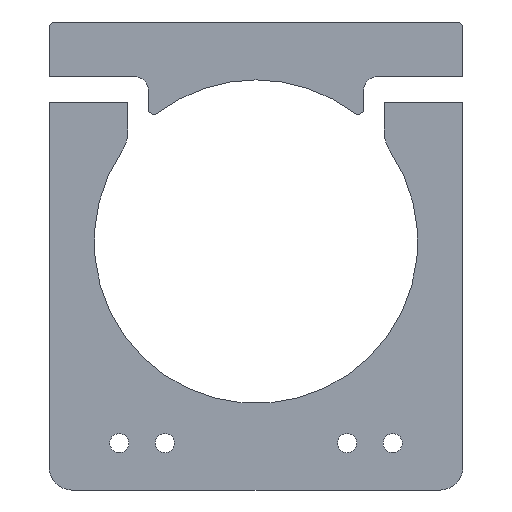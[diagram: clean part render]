
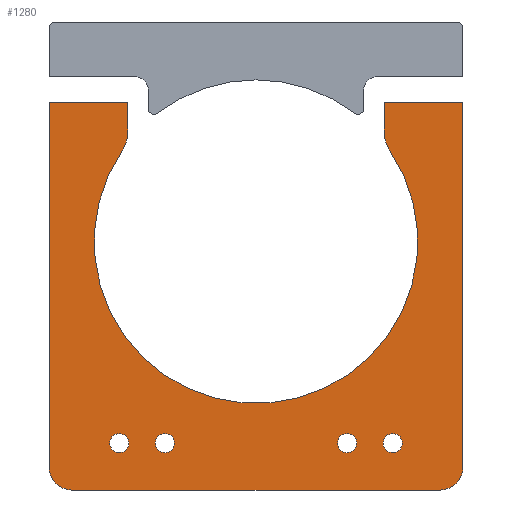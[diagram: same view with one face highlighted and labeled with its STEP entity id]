
A CAD part, front view. The second image highlights one B-rep face of the part: STEP entity #1280.
In plain terms, the highlighted planar face has unit normal (0, -1, 0).
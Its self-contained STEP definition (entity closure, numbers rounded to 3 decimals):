
#81=FACE_BOUND('',#257,.T.);
#82=FACE_BOUND('',#258,.T.);
#83=FACE_BOUND('',#259,.T.);
#84=FACE_BOUND('',#260,.T.);
#95=CIRCLE('',#1367,7.5);
#97=CIRCLE('',#1370,35.5);
#99=CIRCLE('',#1373,7.5);
#104=CIRCLE('',#1382,5.);
#110=CIRCLE('',#1390,5.);
#116=CIRCLE('',#1398,2.1);
#117=CIRCLE('',#1399,2.1);
#118=CIRCLE('',#1400,2.1);
#119=CIRCLE('',#1401,2.1);
#173=FACE_OUTER_BOUND('',#256,.T.);
#256=EDGE_LOOP('',(#893,#894,#895,#896,#897,#898,#899,#900,#901,#902,#903,
#904));
#257=EDGE_LOOP('',(#905));
#258=EDGE_LOOP('',(#906));
#259=EDGE_LOOP('',(#907));
#260=EDGE_LOOP('',(#908));
#323=LINE('',#1877,#423);
#327=LINE('',#1889,#427);
#330=LINE('',#1897,#430);
#336=LINE('',#1921,#436);
#339=LINE('',#1927,#439);
#342=LINE('',#1935,#442);
#346=LINE('',#1951,#446);
#423=VECTOR('',#1501,80.1);
#427=VECTOR('',#1511,17.25);
#430=VECTOR('',#1518,6.557);
#436=VECTOR('',#1544,6.557);
#439=VECTOR('',#1549,17.25);
#442=VECTOR('',#1556,80.1);
#446=VECTOR('',#1572,80.8);
#523=VERTEX_POINT('',#1875);
#524=VERTEX_POINT('',#1876);
#529=VERTEX_POINT('',#1888);
#532=VERTEX_POINT('',#1896);
#534=VERTEX_POINT('',#1902);
#536=VERTEX_POINT('',#1908);
#538=VERTEX_POINT('',#1914);
#540=VERTEX_POINT('',#1920);
#542=VERTEX_POINT('',#1926);
#545=VERTEX_POINT('',#1934);
#549=VERTEX_POINT('',#1944);
#551=VERTEX_POINT('',#1950);
#561=VERTEX_POINT('',#1976);
#562=VERTEX_POINT('',#1978);
#563=VERTEX_POINT('',#1980);
#564=VERTEX_POINT('',#1982);
#643=EDGE_CURVE('',#523,#524,#323,.T.);
#649=EDGE_CURVE('',#524,#529,#327,.T.);
#653=EDGE_CURVE('',#529,#532,#330,.T.);
#656=EDGE_CURVE('',#532,#534,#95,.T.);
#659=EDGE_CURVE('',#534,#536,#97,.T.);
#662=EDGE_CURVE('',#536,#538,#99,.T.);
#665=EDGE_CURVE('',#538,#540,#336,.T.);
#668=EDGE_CURVE('',#540,#542,#339,.T.);
#672=EDGE_CURVE('',#542,#545,#342,.T.);
#677=EDGE_CURVE('',#545,#549,#104,.T.);
#680=EDGE_CURVE('',#549,#551,#346,.T.);
#687=EDGE_CURVE('',#551,#523,#110,.T.);
#693=EDGE_CURVE('',#561,#561,#116,.T.);
#694=EDGE_CURVE('',#562,#562,#117,.T.);
#695=EDGE_CURVE('',#563,#563,#118,.T.);
#696=EDGE_CURVE('',#564,#564,#119,.T.);
#893=ORIENTED_EDGE('',*,*,#643,.F.);
#894=ORIENTED_EDGE('',*,*,#687,.F.);
#895=ORIENTED_EDGE('',*,*,#680,.F.);
#896=ORIENTED_EDGE('',*,*,#677,.F.);
#897=ORIENTED_EDGE('',*,*,#672,.F.);
#898=ORIENTED_EDGE('',*,*,#668,.F.);
#899=ORIENTED_EDGE('',*,*,#665,.F.);
#900=ORIENTED_EDGE('',*,*,#662,.F.);
#901=ORIENTED_EDGE('',*,*,#659,.F.);
#902=ORIENTED_EDGE('',*,*,#656,.F.);
#903=ORIENTED_EDGE('',*,*,#653,.F.);
#904=ORIENTED_EDGE('',*,*,#649,.F.);
#905=ORIENTED_EDGE('',*,*,#693,.T.);
#906=ORIENTED_EDGE('',*,*,#694,.T.);
#907=ORIENTED_EDGE('',*,*,#695,.T.);
#908=ORIENTED_EDGE('',*,*,#696,.T.);
#1179=PLANE('',#1397);
#1280=ADVANCED_FACE('',(#173,#81,#82,#83,#84),#1179,.T.);
#1367=AXIS2_PLACEMENT_3D('',#1903,#1523,#1524);
#1370=AXIS2_PLACEMENT_3D('',#1909,#1530,#1531);
#1373=AXIS2_PLACEMENT_3D('',#1915,#1537,#1538);
#1382=AXIS2_PLACEMENT_3D('',#1945,#1565,#1566);
#1390=AXIS2_PLACEMENT_3D('',#1964,#1585,#1586);
#1397=AXIS2_PLACEMENT_3D('',#1975,#1599,#1600);
#1398=AXIS2_PLACEMENT_3D('',#1977,#1601,#1602);
#1399=AXIS2_PLACEMENT_3D('',#1979,#1603,#1604);
#1400=AXIS2_PLACEMENT_3D('',#1981,#1605,#1606);
#1401=AXIS2_PLACEMENT_3D('',#1983,#1607,#1608);
#1501=DIRECTION('',(0.,0.,1.));
#1511=DIRECTION('',(1.,0.,0.));
#1518=DIRECTION('',(0.,0.,-1.));
#1523=DIRECTION('center_axis',(0.,1.,0.));
#1524=DIRECTION('ref_axis',(0.,0.,1.));
#1530=DIRECTION('center_axis',(0.,-1.,0.));
#1531=DIRECTION('ref_axis',(0.,0.,1.));
#1537=DIRECTION('center_axis',(0.,1.,0.));
#1538=DIRECTION('ref_axis',(0.,0.,-1.));
#1544=DIRECTION('',(0.,0.,1.));
#1549=DIRECTION('',(1.,0.,0.));
#1556=DIRECTION('',(0.,0.,-1.));
#1565=DIRECTION('center_axis',(0.,1.,0.));
#1566=DIRECTION('ref_axis',(0.,0.,1.));
#1572=DIRECTION('',(-1.,0.,0.));
#1585=DIRECTION('center_axis',(0.,1.,0.));
#1586=DIRECTION('ref_axis',(0.,0.,-1.));
#1599=DIRECTION('center_axis',(0.,-1.,0.));
#1600=DIRECTION('ref_axis',(0.,0.,-1.));
#1601=DIRECTION('center_axis',(0.,1.,0.));
#1602=DIRECTION('ref_axis',(0.,0.,1.));
#1603=DIRECTION('center_axis',(0.,1.,0.));
#1604=DIRECTION('ref_axis',(0.,0.,1.));
#1605=DIRECTION('center_axis',(0.,1.,0.));
#1606=DIRECTION('ref_axis',(0.,0.,1.));
#1607=DIRECTION('center_axis',(0.,1.,0.));
#1608=DIRECTION('ref_axis',(0.,0.,1.));
#1875=CARTESIAN_POINT('',(-45.4,0.,-49.5));
#1876=CARTESIAN_POINT('',(-45.4,0.,30.6));
#1877=CARTESIAN_POINT('',(-45.4,0.,-49.5));
#1888=CARTESIAN_POINT('',(-28.15,0.,30.6));
#1889=CARTESIAN_POINT('',(-45.4,0.,30.6));
#1896=CARTESIAN_POINT('',(-28.15,0.,24.043));
#1897=CARTESIAN_POINT('',(-28.15,0.,30.6));
#1902=CARTESIAN_POINT('',(-29.432,0.,19.85));
#1903=CARTESIAN_POINT('Origin',(-35.65,0.,24.043));
#1908=CARTESIAN_POINT('',(29.432,0.,19.85));
#1909=CARTESIAN_POINT('Origin',(0.,0.,0.));
#1914=CARTESIAN_POINT('',(28.15,0.,24.043));
#1915=CARTESIAN_POINT('Origin',(35.65,0.,24.043));
#1920=CARTESIAN_POINT('',(28.15,0.,30.6));
#1921=CARTESIAN_POINT('',(28.15,0.,24.043));
#1926=CARTESIAN_POINT('',(45.4,0.,30.6));
#1927=CARTESIAN_POINT('',(28.15,0.,30.6));
#1934=CARTESIAN_POINT('',(45.4,0.,-49.5));
#1935=CARTESIAN_POINT('',(45.4,0.,30.6));
#1944=CARTESIAN_POINT('',(40.4,0.,-54.5));
#1945=CARTESIAN_POINT('Origin',(40.4,0.,-49.5));
#1950=CARTESIAN_POINT('',(-40.4,0.,-54.5));
#1951=CARTESIAN_POINT('',(40.4,0.,-54.5));
#1964=CARTESIAN_POINT('Origin',(-40.4,0.,-49.5));
#1975=CARTESIAN_POINT('Origin',(-40.4,0.,-49.5));
#1976=CARTESIAN_POINT('',(-30.,0.,-46.3));
#1977=CARTESIAN_POINT('Origin',(-30.,0.,-44.2));
#1978=CARTESIAN_POINT('',(-20.,0.,-46.3));
#1979=CARTESIAN_POINT('Origin',(-20.,0.,-44.2));
#1980=CARTESIAN_POINT('',(20.,0.,-46.3));
#1981=CARTESIAN_POINT('Origin',(20.,0.,-44.2));
#1982=CARTESIAN_POINT('',(30.,0.,-46.3));
#1983=CARTESIAN_POINT('Origin',(30.,0.,-44.2));
